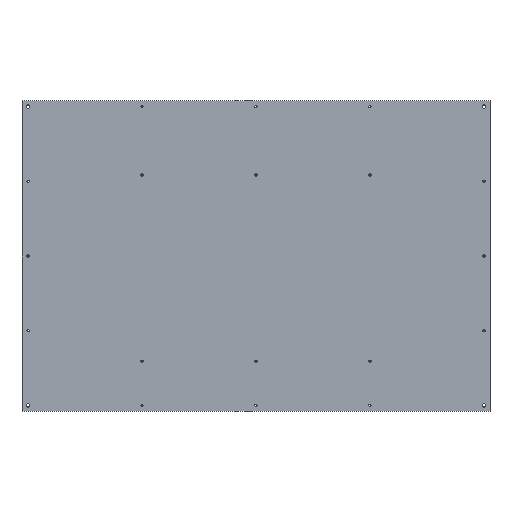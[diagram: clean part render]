
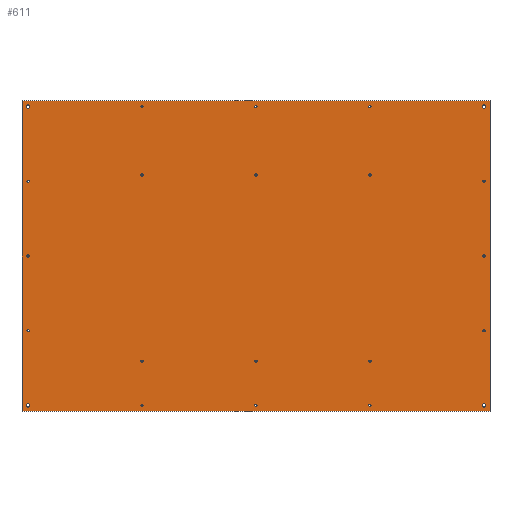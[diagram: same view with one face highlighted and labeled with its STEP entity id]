
A CAD part, top view. The second image highlights one B-rep face of the part: STEP entity #611.
In plain terms, the highlighted planar face has unit normal (0, 0, 1).
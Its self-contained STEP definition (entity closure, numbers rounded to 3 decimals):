
#15=FACE_BOUND('',#120,.T.);
#16=FACE_BOUND('',#121,.T.);
#17=FACE_BOUND('',#122,.T.);
#18=FACE_BOUND('',#123,.T.);
#19=FACE_BOUND('',#124,.T.);
#20=FACE_BOUND('',#125,.T.);
#21=FACE_BOUND('',#126,.T.);
#22=FACE_BOUND('',#127,.T.);
#23=FACE_BOUND('',#128,.T.);
#24=FACE_BOUND('',#129,.T.);
#25=FACE_BOUND('',#130,.T.);
#26=FACE_BOUND('',#131,.T.);
#27=FACE_BOUND('',#132,.T.);
#28=FACE_BOUND('',#133,.T.);
#29=FACE_BOUND('',#134,.T.);
#30=FACE_BOUND('',#135,.T.);
#31=FACE_BOUND('',#136,.T.);
#32=FACE_BOUND('',#137,.T.);
#33=FACE_BOUND('',#138,.T.);
#34=FACE_BOUND('',#139,.T.);
#35=FACE_BOUND('',#140,.T.);
#36=FACE_BOUND('',#141,.T.);
#63=PLANE('',#697);
#91=FACE_OUTER_BOUND('',#119,.T.);
#119=EDGE_LOOP('',(#511,#512,#513,#514));
#120=EDGE_LOOP('',(#515));
#121=EDGE_LOOP('',(#516));
#122=EDGE_LOOP('',(#517));
#123=EDGE_LOOP('',(#518));
#124=EDGE_LOOP('',(#519));
#125=EDGE_LOOP('',(#520));
#126=EDGE_LOOP('',(#521));
#127=EDGE_LOOP('',(#522));
#128=EDGE_LOOP('',(#523));
#129=EDGE_LOOP('',(#524));
#130=EDGE_LOOP('',(#525));
#131=EDGE_LOOP('',(#526));
#132=EDGE_LOOP('',(#527));
#133=EDGE_LOOP('',(#528));
#134=EDGE_LOOP('',(#529));
#135=EDGE_LOOP('',(#530));
#136=EDGE_LOOP('',(#531));
#137=EDGE_LOOP('',(#532));
#138=EDGE_LOOP('',(#533));
#139=EDGE_LOOP('',(#534));
#140=EDGE_LOOP('',(#535));
#141=EDGE_LOOP('',(#536));
#187=LINE('',#1015,#221);
#191=LINE('',#1023,#225);
#194=LINE('',#1029,#228);
#197=LINE('',#1034,#231);
#221=VECTOR('',#857,10.);
#225=VECTOR('',#863,10.);
#228=VECTOR('',#868,10.);
#231=VECTOR('',#873,10.);
#233=CIRCLE('',#628,2.75);
#235=CIRCLE('',#631,2.75);
#237=CIRCLE('',#634,2.75);
#239=CIRCLE('',#637,2.75);
#241=CIRCLE('',#640,2.75);
#243=CIRCLE('',#643,2.75);
#245=CIRCLE('',#646,2.75);
#247=CIRCLE('',#649,2.75);
#249=CIRCLE('',#652,2.75);
#251=CIRCLE('',#655,2.75);
#253=CIRCLE('',#658,2.75);
#255=CIRCLE('',#661,2.75);
#257=CIRCLE('',#664,2.75);
#259=CIRCLE('',#667,2.75);
#261=CIRCLE('',#670,2.75);
#263=CIRCLE('',#673,2.75);
#265=CIRCLE('',#676,2.75);
#267=CIRCLE('',#679,2.75);
#269=CIRCLE('',#682,4.5);
#271=CIRCLE('',#685,4.5);
#273=CIRCLE('',#688,4.5);
#275=CIRCLE('',#691,4.5);
#277=VERTEX_POINT('',#881);
#279=VERTEX_POINT('',#887);
#281=VERTEX_POINT('',#893);
#283=VERTEX_POINT('',#899);
#285=VERTEX_POINT('',#905);
#287=VERTEX_POINT('',#911);
#289=VERTEX_POINT('',#917);
#291=VERTEX_POINT('',#923);
#293=VERTEX_POINT('',#929);
#295=VERTEX_POINT('',#935);
#297=VERTEX_POINT('',#941);
#299=VERTEX_POINT('',#947);
#301=VERTEX_POINT('',#953);
#303=VERTEX_POINT('',#959);
#305=VERTEX_POINT('',#965);
#307=VERTEX_POINT('',#971);
#309=VERTEX_POINT('',#977);
#311=VERTEX_POINT('',#983);
#313=VERTEX_POINT('',#989);
#315=VERTEX_POINT('',#995);
#317=VERTEX_POINT('',#1001);
#319=VERTEX_POINT('',#1007);
#321=VERTEX_POINT('',#1013);
#322=VERTEX_POINT('',#1014);
#325=VERTEX_POINT('',#1022);
#327=VERTEX_POINT('',#1028);
#329=EDGE_CURVE('',#277,#277,#233,.T.);
#332=EDGE_CURVE('',#279,#279,#235,.T.);
#335=EDGE_CURVE('',#281,#281,#237,.T.);
#338=EDGE_CURVE('',#283,#283,#239,.T.);
#341=EDGE_CURVE('',#285,#285,#241,.T.);
#344=EDGE_CURVE('',#287,#287,#243,.T.);
#347=EDGE_CURVE('',#289,#289,#245,.T.);
#350=EDGE_CURVE('',#291,#291,#247,.T.);
#353=EDGE_CURVE('',#293,#293,#249,.T.);
#356=EDGE_CURVE('',#295,#295,#251,.T.);
#359=EDGE_CURVE('',#297,#297,#253,.T.);
#362=EDGE_CURVE('',#299,#299,#255,.T.);
#365=EDGE_CURVE('',#301,#301,#257,.T.);
#368=EDGE_CURVE('',#303,#303,#259,.T.);
#371=EDGE_CURVE('',#305,#305,#261,.T.);
#374=EDGE_CURVE('',#307,#307,#263,.T.);
#377=EDGE_CURVE('',#309,#309,#265,.T.);
#380=EDGE_CURVE('',#311,#311,#267,.T.);
#383=EDGE_CURVE('',#313,#313,#269,.T.);
#386=EDGE_CURVE('',#315,#315,#271,.T.);
#389=EDGE_CURVE('',#317,#317,#273,.T.);
#392=EDGE_CURVE('',#319,#319,#275,.T.);
#395=EDGE_CURVE('',#321,#322,#187,.T.);
#399=EDGE_CURVE('',#325,#322,#191,.T.);
#402=EDGE_CURVE('',#327,#325,#194,.T.);
#405=EDGE_CURVE('',#327,#321,#197,.T.);
#511=ORIENTED_EDGE('',*,*,#405,.T.);
#512=ORIENTED_EDGE('',*,*,#395,.T.);
#513=ORIENTED_EDGE('',*,*,#399,.F.);
#514=ORIENTED_EDGE('',*,*,#402,.F.);
#515=ORIENTED_EDGE('',*,*,#329,.T.);
#516=ORIENTED_EDGE('',*,*,#332,.T.);
#517=ORIENTED_EDGE('',*,*,#335,.T.);
#518=ORIENTED_EDGE('',*,*,#338,.T.);
#519=ORIENTED_EDGE('',*,*,#341,.T.);
#520=ORIENTED_EDGE('',*,*,#344,.T.);
#521=ORIENTED_EDGE('',*,*,#347,.T.);
#522=ORIENTED_EDGE('',*,*,#350,.T.);
#523=ORIENTED_EDGE('',*,*,#353,.T.);
#524=ORIENTED_EDGE('',*,*,#356,.T.);
#525=ORIENTED_EDGE('',*,*,#359,.T.);
#526=ORIENTED_EDGE('',*,*,#362,.T.);
#527=ORIENTED_EDGE('',*,*,#365,.T.);
#528=ORIENTED_EDGE('',*,*,#368,.T.);
#529=ORIENTED_EDGE('',*,*,#371,.T.);
#530=ORIENTED_EDGE('',*,*,#374,.T.);
#531=ORIENTED_EDGE('',*,*,#377,.T.);
#532=ORIENTED_EDGE('',*,*,#380,.T.);
#533=ORIENTED_EDGE('',*,*,#383,.T.);
#534=ORIENTED_EDGE('',*,*,#386,.T.);
#535=ORIENTED_EDGE('',*,*,#389,.T.);
#536=ORIENTED_EDGE('',*,*,#392,.T.);
#611=ADVANCED_FACE('',(#91,#15,#16,#17,#18,#19,#20,#21,#22,#23,#24,#25,
#26,#27,#28,#29,#30,#31,#32,#33,#34,#35,#36),#63,.T.);
#628=AXIS2_PLACEMENT_3D('',#882,#703,#704);
#631=AXIS2_PLACEMENT_3D('',#888,#710,#711);
#634=AXIS2_PLACEMENT_3D('',#894,#717,#718);
#637=AXIS2_PLACEMENT_3D('',#900,#724,#725);
#640=AXIS2_PLACEMENT_3D('',#906,#731,#732);
#643=AXIS2_PLACEMENT_3D('',#912,#738,#739);
#646=AXIS2_PLACEMENT_3D('',#918,#745,#746);
#649=AXIS2_PLACEMENT_3D('',#924,#752,#753);
#652=AXIS2_PLACEMENT_3D('',#930,#759,#760);
#655=AXIS2_PLACEMENT_3D('',#936,#766,#767);
#658=AXIS2_PLACEMENT_3D('',#942,#773,#774);
#661=AXIS2_PLACEMENT_3D('',#948,#780,#781);
#664=AXIS2_PLACEMENT_3D('',#954,#787,#788);
#667=AXIS2_PLACEMENT_3D('',#960,#794,#795);
#670=AXIS2_PLACEMENT_3D('',#966,#801,#802);
#673=AXIS2_PLACEMENT_3D('',#972,#808,#809);
#676=AXIS2_PLACEMENT_3D('',#978,#815,#816);
#679=AXIS2_PLACEMENT_3D('',#984,#822,#823);
#682=AXIS2_PLACEMENT_3D('',#990,#829,#830);
#685=AXIS2_PLACEMENT_3D('',#996,#836,#837);
#688=AXIS2_PLACEMENT_3D('',#1002,#843,#844);
#691=AXIS2_PLACEMENT_3D('',#1008,#850,#851);
#697=AXIS2_PLACEMENT_3D('',#1036,#875,#876);
#703=DIRECTION('center_axis',(0.,0.,-1.));
#704=DIRECTION('ref_axis',(1.,0.,0.));
#710=DIRECTION('center_axis',(0.,0.,-1.));
#711=DIRECTION('ref_axis',(1.,0.,0.));
#717=DIRECTION('center_axis',(0.,0.,-1.));
#718=DIRECTION('ref_axis',(1.,0.,0.));
#724=DIRECTION('center_axis',(0.,0.,-1.));
#725=DIRECTION('ref_axis',(1.,0.,0.));
#731=DIRECTION('center_axis',(0.,0.,-1.));
#732=DIRECTION('ref_axis',(1.,0.,0.));
#738=DIRECTION('center_axis',(0.,0.,-1.));
#739=DIRECTION('ref_axis',(1.,0.,0.));
#745=DIRECTION('center_axis',(0.,0.,-1.));
#746=DIRECTION('ref_axis',(1.,0.,0.));
#752=DIRECTION('center_axis',(0.,0.,-1.));
#753=DIRECTION('ref_axis',(1.,0.,0.));
#759=DIRECTION('center_axis',(0.,0.,-1.));
#760=DIRECTION('ref_axis',(1.,0.,0.));
#766=DIRECTION('center_axis',(0.,0.,-1.));
#767=DIRECTION('ref_axis',(1.,0.,0.));
#773=DIRECTION('center_axis',(0.,0.,-1.));
#774=DIRECTION('ref_axis',(1.,0.,0.));
#780=DIRECTION('center_axis',(0.,0.,-1.));
#781=DIRECTION('ref_axis',(1.,0.,0.));
#787=DIRECTION('center_axis',(0.,0.,-1.));
#788=DIRECTION('ref_axis',(1.,0.,0.));
#794=DIRECTION('center_axis',(0.,0.,-1.));
#795=DIRECTION('ref_axis',(1.,0.,0.));
#801=DIRECTION('center_axis',(0.,0.,-1.));
#802=DIRECTION('ref_axis',(1.,0.,0.));
#808=DIRECTION('center_axis',(0.,0.,-1.));
#809=DIRECTION('ref_axis',(1.,0.,0.));
#815=DIRECTION('center_axis',(0.,0.,-1.));
#816=DIRECTION('ref_axis',(1.,0.,0.));
#822=DIRECTION('center_axis',(0.,0.,-1.));
#823=DIRECTION('ref_axis',(1.,0.,0.));
#829=DIRECTION('center_axis',(0.,0.,-1.));
#830=DIRECTION('ref_axis',(1.,0.,0.));
#836=DIRECTION('center_axis',(0.,0.,-1.));
#837=DIRECTION('ref_axis',(1.,0.,0.));
#843=DIRECTION('center_axis',(0.,0.,-1.));
#844=DIRECTION('ref_axis',(1.,0.,0.));
#850=DIRECTION('center_axis',(0.,0.,-1.));
#851=DIRECTION('ref_axis',(1.,0.,0.));
#857=DIRECTION('',(0.,1.,0.));
#863=DIRECTION('',(1.,0.,0.));
#868=DIRECTION('',(0.,1.,0.));
#873=DIRECTION('',(1.,0.,0.));
#875=DIRECTION('center_axis',(0.,0.,1.));
#876=DIRECTION('ref_axis',(1.,0.,0.));
#881=CARTESIAN_POINT('',(-2.75,15.,0.));
#882=CARTESIAN_POINT('Origin',(0.,15.,0.));
#887=CARTESIAN_POINT('',(563.25,200.5,0.));
#888=CARTESIAN_POINT('Origin',(566.,200.5,0.));
#893=CARTESIAN_POINT('',(-2.75,125.,0.));
#894=CARTESIAN_POINT('Origin',(0.,125.,0.));
#899=CARTESIAN_POINT('',(-568.75,200.5,0.));
#900=CARTESIAN_POINT('Origin',(-566.,200.5,0.));
#905=CARTESIAN_POINT('',(-568.75,386.,0.));
#906=CARTESIAN_POINT('Origin',(-566.,386.,0.));
#911=CARTESIAN_POINT('',(280.25,587.,0.));
#912=CARTESIAN_POINT('Origin',(283.,587.,0.));
#917=CARTESIAN_POINT('',(-285.75,587.,0.));
#918=CARTESIAN_POINT('Origin',(-283.,587.,0.));
#923=CARTESIAN_POINT('',(280.25,757.,0.));
#924=CARTESIAN_POINT('Origin',(283.,757.,0.));
#929=CARTESIAN_POINT('',(-285.75,757.,0.));
#930=CARTESIAN_POINT('Origin',(-283.,757.,0.));
#935=CARTESIAN_POINT('',(-2.75,757.,0.));
#936=CARTESIAN_POINT('Origin',(0.,757.,0.));
#941=CARTESIAN_POINT('',(-568.75,571.5,0.));
#942=CARTESIAN_POINT('Origin',(-566.,571.5,0.));
#947=CARTESIAN_POINT('',(-2.75,587.,0.));
#948=CARTESIAN_POINT('Origin',(0.,587.,0.));
#953=CARTESIAN_POINT('',(563.25,571.5,0.));
#954=CARTESIAN_POINT('Origin',(566.,571.5,0.));
#959=CARTESIAN_POINT('',(563.25,386.,0.));
#960=CARTESIAN_POINT('Origin',(566.,386.,0.));
#965=CARTESIAN_POINT('',(-285.75,125.,0.));
#966=CARTESIAN_POINT('Origin',(-283.,125.,0.));
#971=CARTESIAN_POINT('',(280.25,125.,0.));
#972=CARTESIAN_POINT('Origin',(283.,125.,0.));
#977=CARTESIAN_POINT('',(-285.75,15.,0.));
#978=CARTESIAN_POINT('Origin',(-283.,15.,0.));
#983=CARTESIAN_POINT('',(280.25,15.,0.));
#984=CARTESIAN_POINT('Origin',(283.,15.,0.));
#989=CARTESIAN_POINT('',(561.5,15.,0.));
#990=CARTESIAN_POINT('Origin',(566.,15.,0.));
#995=CARTESIAN_POINT('',(-570.5,757.,0.));
#996=CARTESIAN_POINT('Origin',(-566.,757.,0.));
#1001=CARTESIAN_POINT('',(561.5,757.,0.));
#1002=CARTESIAN_POINT('Origin',(566.,757.,0.));
#1007=CARTESIAN_POINT('',(-570.5,15.,0.));
#1008=CARTESIAN_POINT('Origin',(-566.,15.,0.));
#1013=CARTESIAN_POINT('',(581.,0.,0.));
#1014=CARTESIAN_POINT('',(581.,772.,0.));
#1015=CARTESIAN_POINT('',(581.,0.,0.));
#1022=CARTESIAN_POINT('',(-581.,772.,0.));
#1023=CARTESIAN_POINT('',(-581.,772.,0.));
#1028=CARTESIAN_POINT('',(-581.,0.,0.));
#1029=CARTESIAN_POINT('',(-581.,0.,0.));
#1034=CARTESIAN_POINT('',(-581.,0.,0.));
#1036=CARTESIAN_POINT('Origin',(0.,386.,0.));
